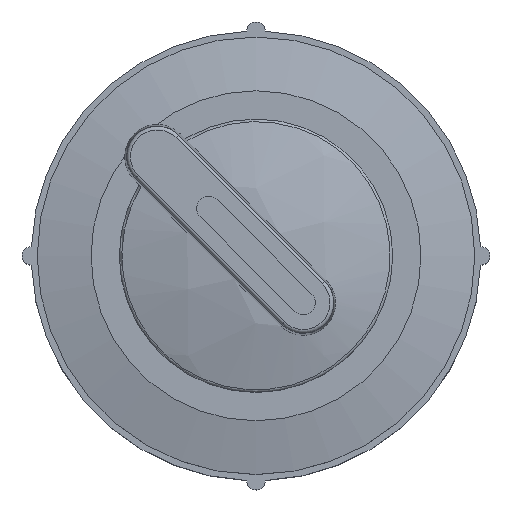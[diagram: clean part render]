
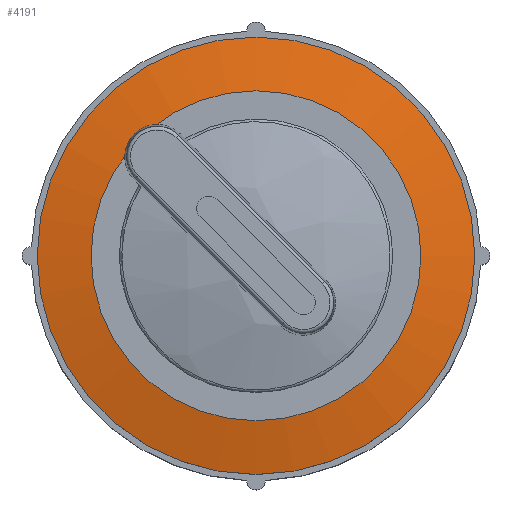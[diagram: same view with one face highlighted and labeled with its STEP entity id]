
A CAD part, top view. The second image highlights one B-rep face of the part: STEP entity #4191.
In plain terms, the highlighted conical face has half-angle 78.5 degrees and reference radius 15.788 mm.
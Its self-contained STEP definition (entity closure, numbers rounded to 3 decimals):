
#59=CONICAL_SURFACE('',#4511,15.788,78.5);
#86=FACE_BOUND('',#607,.T.);
#347=FACE_OUTER_BOUND('',#606,.T.);
#606=EDGE_LOOP('',(#2972));
#607=EDGE_LOOP('',(#2973));
#1537=CIRCLE('',#4510,18.);
#1538=CIRCLE('',#4512,13.576);
#1845=VERTEX_POINT('',#6709);
#1846=VERTEX_POINT('',#6712);
#2290=EDGE_CURVE('',#1845,#1845,#1537,.T.);
#2291=EDGE_CURVE('',#1846,#1846,#1538,.T.);
#2972=ORIENTED_EDGE('',*,*,#2290,.F.);
#2973=ORIENTED_EDGE('',*,*,#2291,.T.);
#4191=ADVANCED_FACE('',(#347,#86),#59,.T.);
#4510=AXIS2_PLACEMENT_3D('',#6710,#5165,#5166);
#4511=AXIS2_PLACEMENT_3D('',#6711,#5167,#5168);
#4512=AXIS2_PLACEMENT_3D('',#6713,#5169,#5170);
#5165=DIRECTION('center_axis',(0.,0.,
-1.));
#5166=DIRECTION('ref_axis',(1.,0.,0.));
#5167=DIRECTION('center_axis',(0.,0.,
-1.));
#5168=DIRECTION('ref_axis',(1.,0.,0.));
#5169=DIRECTION('center_axis',(0.,0.,
-1.));
#5170=DIRECTION('ref_axis',(1.,0.,0.));
#6709=CARTESIAN_POINT('',(-26.739,-11.131,-19.85));
#6710=CARTESIAN_POINT('Origin',(-44.739,-11.131,-19.85));
#6711=CARTESIAN_POINT('Origin',(-44.739,-11.131,-19.4));
#6712=CARTESIAN_POINT('',(-31.163,-11.131,-18.95));
#6713=CARTESIAN_POINT('Origin',(-44.739,-11.131,-18.95));
